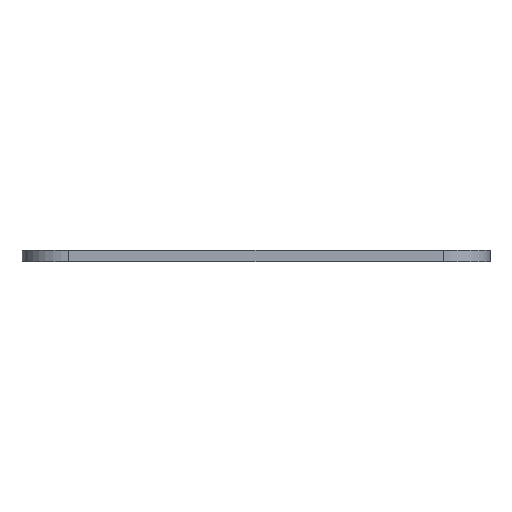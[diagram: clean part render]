
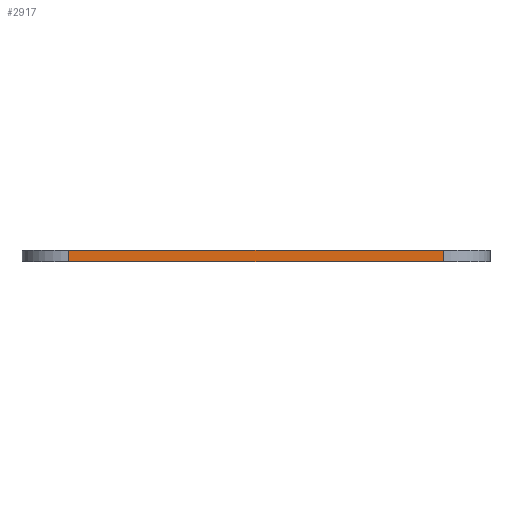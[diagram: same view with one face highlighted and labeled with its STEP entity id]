
A CAD part, left-side view. The second image highlights one B-rep face of the part: STEP entity #2917.
In plain terms, the highlighted planar face has unit normal (-1, 0, 0).
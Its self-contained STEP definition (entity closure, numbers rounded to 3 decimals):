
#88=PLANE('',#3206);
#225=FACE_OUTER_BOUND('',#373,.T.);
#373=EDGE_LOOP('',(#2345,#2346,#2347,#2348));
#649=LINE('',#4883,#929);
#650=LINE('',#4887,#930);
#651=LINE('',#4889,#931);
#652=LINE('',#4890,#932);
#929=VECTOR('',#4006,10.);
#930=VECTOR('',#4011,10.);
#931=VECTOR('',#4012,10.);
#932=VECTOR('',#4013,10.);
#1373=VERTEX_POINT('',#4880);
#1374=VERTEX_POINT('',#4882);
#1375=VERTEX_POINT('',#4886);
#1376=VERTEX_POINT('',#4888);
#1786=EDGE_CURVE('',#1374,#1373,#649,.T.);
#1788=EDGE_CURVE('',#1373,#1375,#650,.T.);
#1789=EDGE_CURVE('',#1376,#1375,#651,.T.);
#1790=EDGE_CURVE('',#1376,#1374,#652,.T.);
#2345=ORIENTED_EDGE('',*,*,#1788,.T.);
#2346=ORIENTED_EDGE('',*,*,#1789,.F.);
#2347=ORIENTED_EDGE('',*,*,#1790,.T.);
#2348=ORIENTED_EDGE('',*,*,#1786,.T.);
#2917=ADVANCED_FACE('',(#225),#88,.T.);
#3206=AXIS2_PLACEMENT_3D('',#4885,#4009,#4010);
#4006=DIRECTION('',(0.,0.,1.));
#4009=DIRECTION('center_axis',(-1.,0.,0.));
#4010=DIRECTION('ref_axis',(0.,0.,1.));
#4011=DIRECTION('',(0.,1.,0.));
#4012=DIRECTION('',(0.,0.,1.));
#4013=DIRECTION('',(0.,-1.,0.));
#4880=CARTESIAN_POINT('',(-20.,-16.,1.));
#4882=CARTESIAN_POINT('',(-20.,-16.,0.));
#4883=CARTESIAN_POINT('',(-20.,-16.,0.));
#4885=CARTESIAN_POINT('Origin',(-20.,-16.,0.));
#4886=CARTESIAN_POINT('',(-20.,16.,1.));
#4887=CARTESIAN_POINT('',(-20.,16.,1.));
#4888=CARTESIAN_POINT('',(-20.,16.,0.));
#4889=CARTESIAN_POINT('',(-20.,16.,0.));
#4890=CARTESIAN_POINT('',(-20.,16.,0.));
